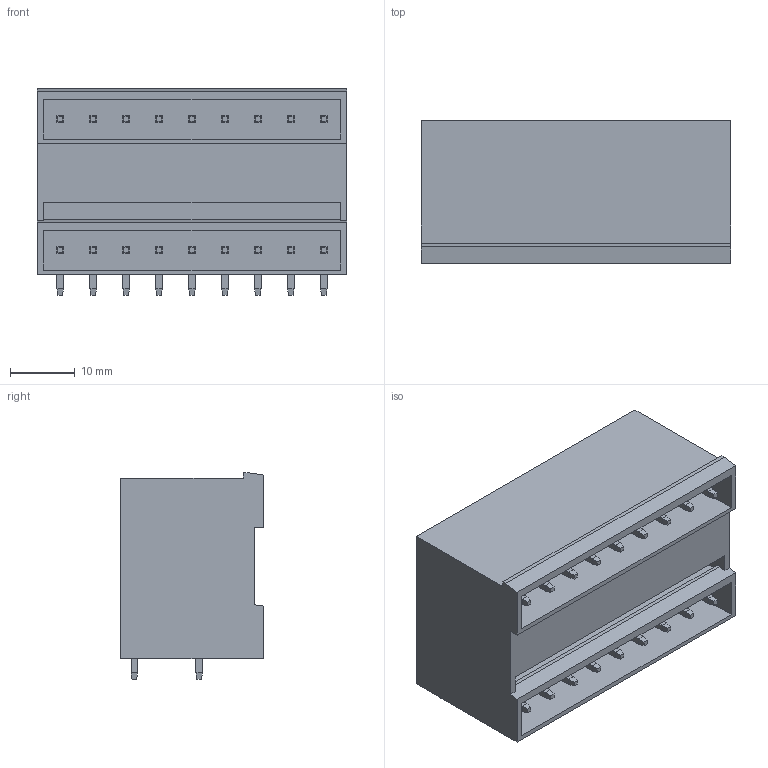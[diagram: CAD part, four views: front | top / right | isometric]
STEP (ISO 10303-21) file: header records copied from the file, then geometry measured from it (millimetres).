
FILE_DESCRIPTION(('CATIA V5 STEP Exchange','CAx-IF Rec.Pracs.--- Model Styling and Organization---1.2---2011-12-15'),'2;1');
FILE_NAME ('D1453106_0_1601860000_1601860000.stp','2018-11-03T04:22:47+00:00',('none'),('Weidmueller'),'CATIA Version 5-6 Release 2014','CATIA V5 STEP AP214','none');
FILE_SCHEMA(('AUTOMOTIVE_DESIGN { 1 0 10303 214 1 1 1 1 }'));
Length unit declared in the file: millimetre
Products named in the file (1): 1601860000
Bounding box: 47.72 x 22 x 31.88 mm (x, y, z)
Volume: 14417 mm3; surface area: 14676.3 mm2
Topology: 19 solids, 19 shells, 430 faces, 1026 edges, 636 vertices
Faces by surface type: plane 430
Entity records: 10572 total; most frequent: ORIENTED_EDGE 2052, CARTESIAN_POINT 1968, DIRECTION 1204, EDGE_CURVE 1026, VECTOR 882, LINE 882, VERTEX_POINT 636, EDGE_LOOP 468
